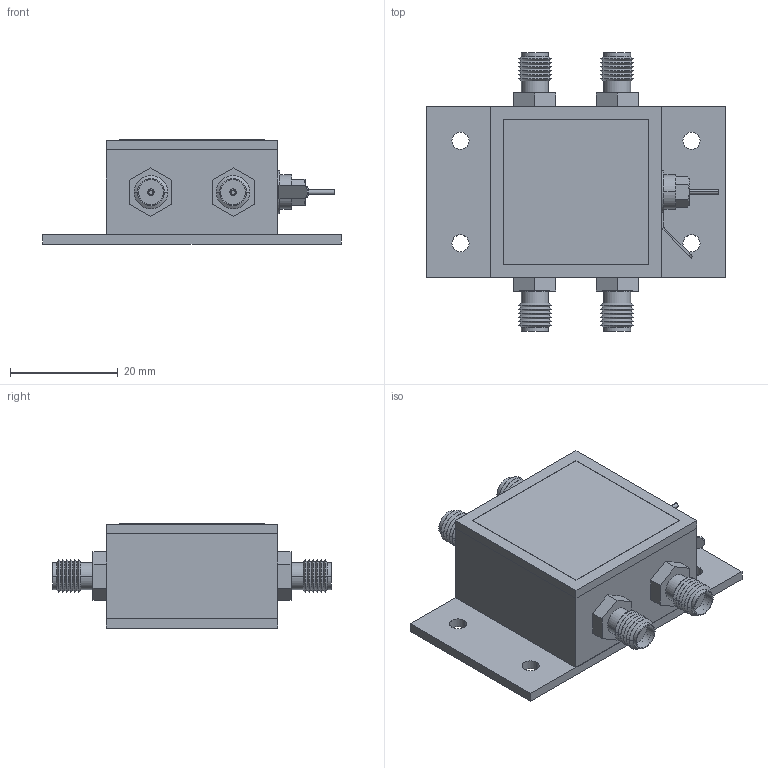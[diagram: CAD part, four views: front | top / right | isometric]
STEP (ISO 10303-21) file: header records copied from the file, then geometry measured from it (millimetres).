
FILE_DESCRIPTION((''),'2;1');
FILE_NAME('MINI-CIRCUITS_ZZ1322.stp','2015-06-19T16:51:27',(''),(''),'Mechanical Desktop 2011','Mechanical Desktop 2011',', , ');
FILE_SCHEMA(('AUTOMOTIVE_DESIGN { 1 2 10303 214 1 1 1 1 }'));
Length unit declared in the file: millimetre
Products named in the file (1): Product
Bounding box: 55.37 x 51.75 x 19.35 mm (x, y, z)
Volume: 21997.7 mm3; surface area: 15110.6 mm2
Topology: 28 solids, 28 shells, 328 faces, 680 edges, 408 vertices
Faces by surface type: bspline 132, plane 74, cylinder 68, cone 54
Entity records: 10032 total; most frequent: CARTESIAN_POINT 3237, DIRECTION 1364, ORIENTED_EDGE 1360, EDGE_CURVE 680, AXIS2_PLACEMENT_3D 499, VERTEX_POINT 408, EDGE_LOOP 368, VECTOR 366
